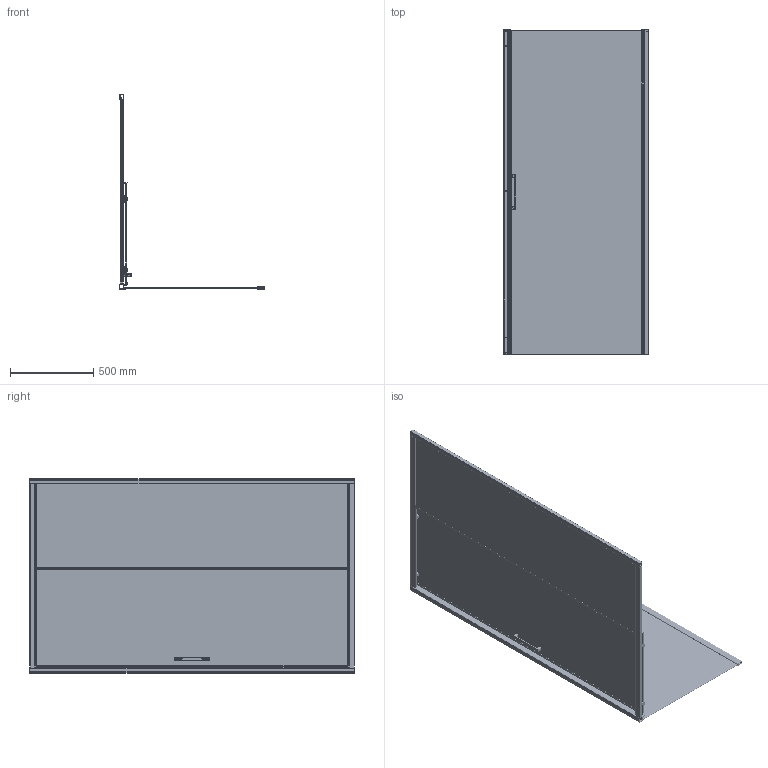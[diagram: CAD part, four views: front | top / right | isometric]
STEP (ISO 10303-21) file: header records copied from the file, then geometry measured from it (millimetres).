
FILE_DESCRIPTION((''),'2;1');
FILE_NAME('NDP12X_ASM','2025-05-30T',('admin'),(''),'PRO/ENGINEER BY PARAMETRIC TECHNOLOGY CORPORATION, 2010280','PRO/ENGINEER BY PARAMETRIC TECHNOLOGY CORPORATION, 2010280','');
FILE_SCHEMA(('CONFIG_CONTROL_DESIGN'));
Products named in the file (47): MA020X1127; NB300X528; LC005X613; MA581_1; M4-14_1; MA589; M4_1; MA587_1; MA584_1; MA583-2_1; MA582_1; MA586_1; MA585_1; CS320; MA580_ASM; MA591_1; FF061_1; MA593_1; FF104_1; MA592_1; MA590_ASM; NDP12-HB_ASM; FA102; FA101X1900; 001_ASM; FA201; FA321; FA322; BC037; FA323; FA210_ASM; LA121X609; FA324X1820; MB324X1888; MB326X1900; MB333; NB300X756; CC295X1900; CC303; ZC640X1900 ...
Assembly tree (71 placements, depth 4):
  NDP12X_ASM
    MA020X1127  x2
    NB300X528
    NDP12-HB_ASM
      LC005X613
      MA580_ASM  x2
        MA581_1
        M4-14_1
        MA589
        M4_1
        MA587_1
        MA584_1
        MA583-2_1
        MA582_1
        MA586_1
        MA585_1
        CS320
      MA590_ASM  x2
        MA591_1
        FF061_1
        MA593_1
        M4-14_1
        FF104_1
        MA586_1
        MA592_1
        M4_1
        CS320
    FA102
    FA101X1900
    001_ASM
    FA210_ASM
      FA201  x2
      FA321  x2
      FA322  x2
      BC037  x2
      FA323  x4
    LA121X609  x2
    FA324X1820
    MB324X1888
    MB326X1900
    MB333
    NDR80X_ASM
      NB300X756
      CC295X1900
      CC303
      ZC640X1900
      BK2_ASM
        FA103
    ZC476
    CC299_1
    XA102X1900
Bounding box: 871.18 x 1951.3 x 1171.53 mm (x, y, z)
Volume: 24939439.3 mm3; surface area: 11639620.5 mm2
Topology: 88 solids, 106 shells, 6249 faces, 17158 edges, 11138 vertices
Faces by surface type: cylinder 3124, plane 1855, bspline 490, torus 400, cone 292, sphere 88
Entity records: 117437 total; most frequent: CARTESIAN_POINT 48475, ORIENTED_EDGE 14490, DIRECTION 14315, EDGE_CURVE 7253, AXIS2_PLACEMENT_3D 5251, VERTEX_POINT 4699, VECTOR 3813, LINE 3813
